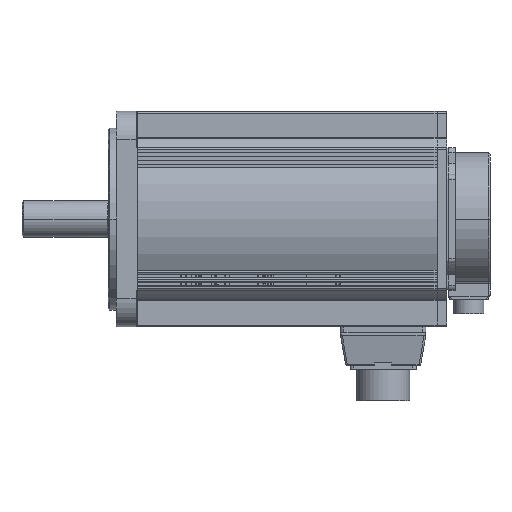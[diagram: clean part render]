
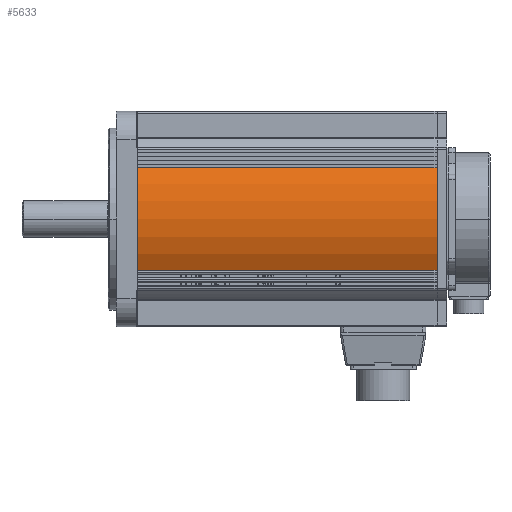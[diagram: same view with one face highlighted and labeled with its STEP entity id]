
A CAD part, top view. The second image highlights one B-rep face of the part: STEP entity #5633.
In plain terms, the highlighted cylindrical face has radius 65 mm (diameter 130 mm), a partial arc.
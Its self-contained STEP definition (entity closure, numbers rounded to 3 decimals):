
#3284 = VERTEX_POINT ( 'NONE', #22194 ) ;
#5633 = ADVANCED_FACE ( 'NONE', ( #76171 ), #23911, .T. ) ;
#17093 = DIRECTION ( 'NONE',  ( 0., -1., 0. ) ) ;
#18413 = LINE ( 'NONE', #24563, #163236 ) ;
#19445 = ORIENTED_EDGE ( 'NONE', *, *, #112474, .F. ) ;
#22194 = CARTESIAN_POINT ( 'NONE',  ( 250.6, 31., 57.131 ) ) ;
#23101 = DIRECTION ( 'NONE',  ( -1., 0., 0. ) ) ;
#23911 = CYLINDRICAL_SURFACE ( 'NONE', #107302, 65. ) ;
#24563 = CARTESIAN_POINT ( 'NONE',  ( 250.6, 31., 57.131 ) ) ;
#31610 = VECTOR ( 'NONE', #23101, 1000. ) ;
#35085 = CIRCLE ( 'NONE', #108352, 65. ) ;
#41565 = CARTESIAN_POINT ( 'NONE',  ( 250.6, -31., 57.131 ) ) ;
#42126 = VERTEX_POINT ( 'NONE', #41565 ) ;
#42861 = CARTESIAN_POINT ( 'NONE',  ( 69.5, 0., 0. ) ) ;
#44332 = AXIS2_PLACEMENT_3D ( 'NONE', #42861, #158017, #119204 ) ;
#44907 = EDGE_CURVE ( 'NONE', #3284, #42126, #35085, .T. ) ;
#69436 = DIRECTION ( 'NONE',  ( -1., 0., 0. ) ) ;
#73854 = ORIENTED_EDGE ( 'NONE', *, *, #144341, .T. ) ;
#76171 = FACE_OUTER_BOUND ( 'NONE', #126949, .T. ) ;
#81162 = CARTESIAN_POINT ( 'NONE',  ( 250.6, 0., 0. ) ) ;
#82264 = EDGE_CURVE ( 'NONE', #132705, #88030, #83646, .T. ) ;
#83646 = CIRCLE ( 'NONE', #44332, 65. ) ;
#88030 = VERTEX_POINT ( 'NONE', #124533 ) ;
#90595 = DIRECTION ( 'NONE',  ( 1., 0., 0. ) ) ;
#99477 = ORIENTED_EDGE ( 'NONE', *, *, #82264, .T. ) ;
#103742 = ORIENTED_EDGE ( 'NONE', *, *, #44907, .F. ) ;
#107302 = AXIS2_PLACEMENT_3D ( 'NONE', #81162, #69436, #17093 ) ;
#108352 = AXIS2_PLACEMENT_3D ( 'NONE', #128871, #90595, #115898 ) ;
#112474 = EDGE_CURVE ( 'NONE', #42126, #88030, #134272, .T. ) ;
#115898 = DIRECTION ( 'NONE',  ( 0., 1., 0. ) ) ;
#119204 = DIRECTION ( 'NONE',  ( 0., 1., 0. ) ) ;
#124533 = CARTESIAN_POINT ( 'NONE',  ( 69.5, -31., 57.131 ) ) ;
#126949 = EDGE_LOOP ( 'NONE', ( #99477, #19445, #103742, #73854 ) ) ;
#128871 = CARTESIAN_POINT ( 'NONE',  ( 250.6, 0., 0. ) ) ;
#132705 = VERTEX_POINT ( 'NONE', #143683 ) ;
#134272 = LINE ( 'NONE', #139973, #31610 ) ;
#139973 = CARTESIAN_POINT ( 'NONE',  ( 250.6, -31., 57.131 ) ) ;
#143683 = CARTESIAN_POINT ( 'NONE',  ( 69.5, 31., 57.131 ) ) ;
#144341 = EDGE_CURVE ( 'NONE', #3284, #132705, #18413, .T. ) ;
#153260 = DIRECTION ( 'NONE',  ( -1., 0., 0. ) ) ;
#158017 = DIRECTION ( 'NONE',  ( 1., 0., 0. ) ) ;
#163236 = VECTOR ( 'NONE', #153260, 1000. ) ;
